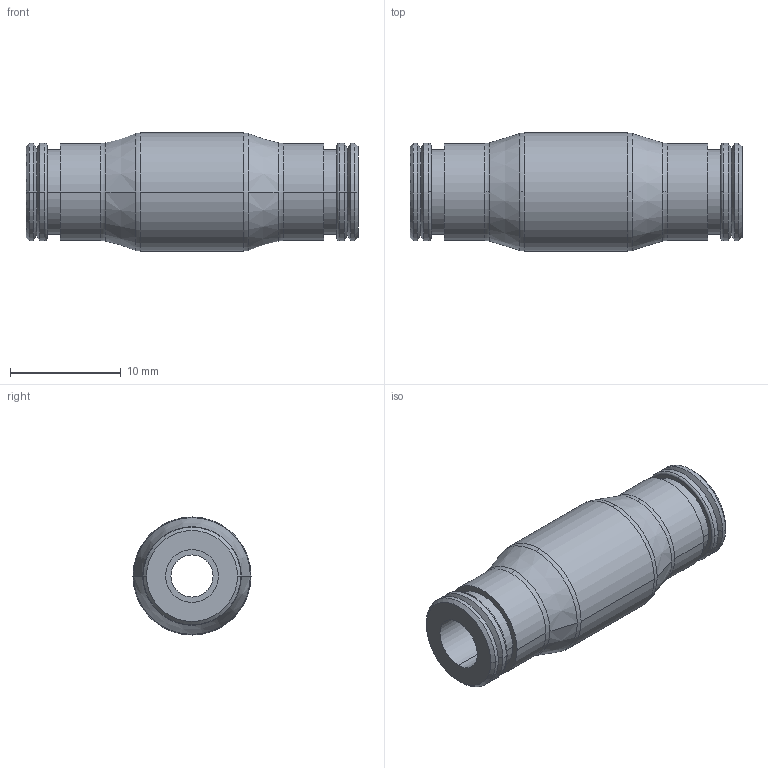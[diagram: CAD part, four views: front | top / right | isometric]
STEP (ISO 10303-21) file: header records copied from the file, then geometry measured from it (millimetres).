
FILE_DESCRIPTION(('STEP AP214'),'1');
FILE_NAME('3806_55_00.stp','2016-07-07T14:27:09',('TraceParts'),('TraceParts S.A.'),'Spatial InterOp 3D',' ',' ');
FILE_SCHEMA(('automotive_design'));
Length unit declared in the file: millimetre
Products named in the file (1): 1
Bounding box: 29.97 x 10.66 x 10.66 mm (x, y, z)
Volume: 1613 mm3; surface area: 1517 mm2
Topology: 1 solids, 1 shells, 60 faces, 142 edges, 90 vertices
Faces by surface type: cylinder 24, cone 16, torus 12, plane 8
Entity records: 1795 total; most frequent: DIRECTION 366, CARTESIAN_POINT 293, ORIENTED_EDGE 284, AXIS2_PLACEMENT_3D 163, EDGE_CURVE 142, CIRCLE 102, VERTEX_POINT 90, EDGE_LOOP 68
